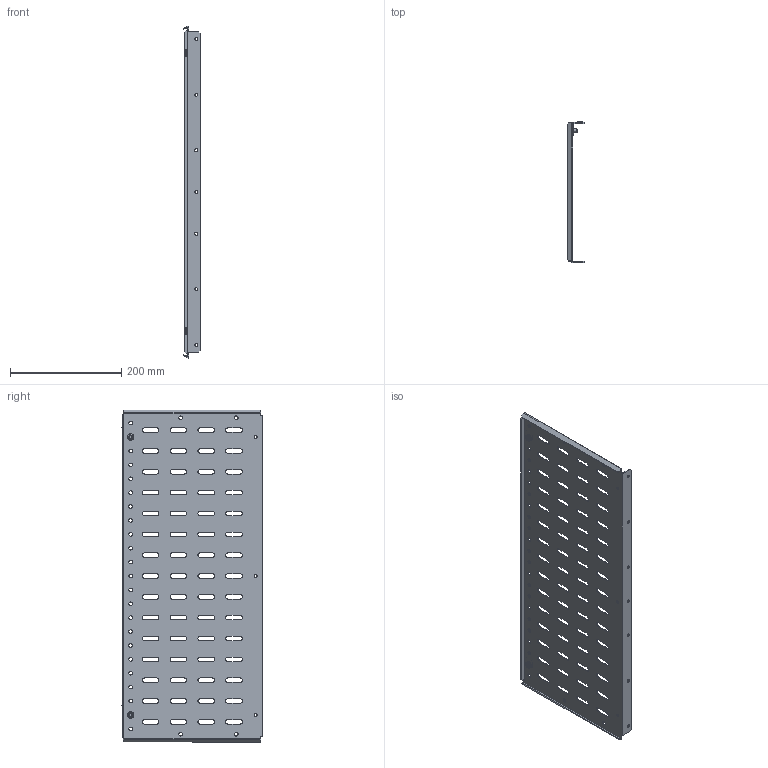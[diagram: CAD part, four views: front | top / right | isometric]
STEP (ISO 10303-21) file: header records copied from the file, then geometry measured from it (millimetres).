
FILE_DESCRIPTION (( 'STEP AP203' ), '1' );
FILE_NAME ('FO-00-SWFB-060 FORMAT Ïåðåãîðîäêà ñåêö. çàäíÿÿ âåðò. øèí. îòñåêà 600 IEK.STEP', '2024-07-04T14:05:29', ( '' ), ( '' ), 'SwSTEP 2.0', 'SolidWorks 2022', '' );
FILE_SCHEMA (( 'CONFIG_CONTROL_DESIGN' ));
Length unit declared in the file: millimetre
Products named in the file (1): FO-00-SWFB-060 FORMAT Перегородка секц. задняя верт. шин. отсека 600 IEK
Bounding box: 30.53 x 253.25 x 597.3 mm (x, y, z)
Volume: 237677.6 mm3; surface area: 325658.7 mm2
Topology: 5 solids, 5 shells, 538 faces, 1556 edges, 1032 vertices
Faces by surface type: cylinder 300, plane 222, cone 8, torus 8
Entity records: 18389 total; most frequent: DIRECTION 3258, CARTESIAN_POINT 3127, ORIENTED_EDGE 3112, EDGE_CURVE 1556, AXIS2_PLACEMENT_3D 1163, VERTEX_POINT 1032, LINE 932, VECTOR 932
